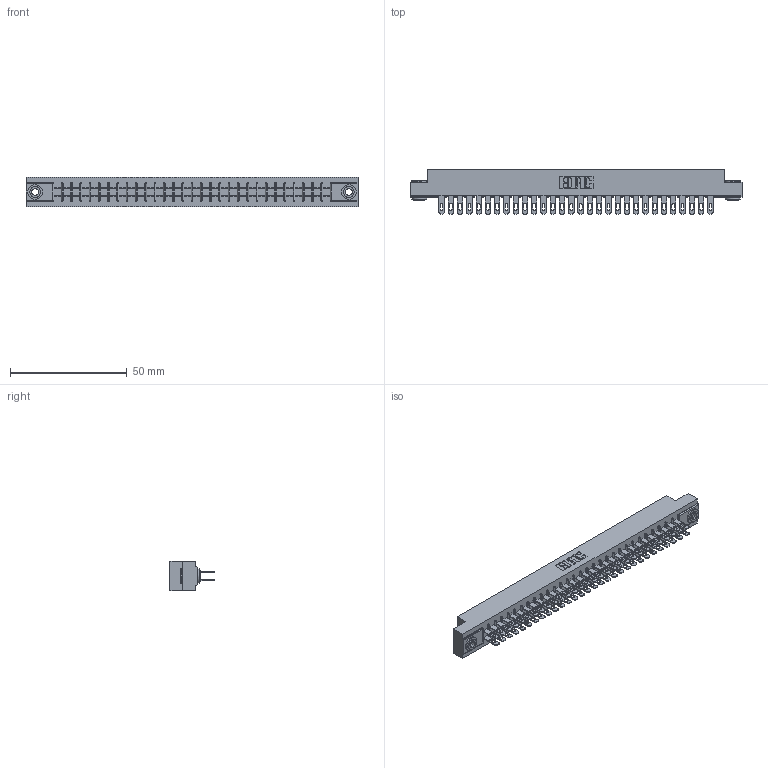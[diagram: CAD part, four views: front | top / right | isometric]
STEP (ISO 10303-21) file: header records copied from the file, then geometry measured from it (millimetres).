
FILE_DESCRIPTION (( 'STEP AP203' ), '1' );
FILE_NAME ('355-060-500-503.STEP', '2019-09-12T13:41:10', ( '' ), ( '' ), 'SwSTEP 2.0', 'SolidWorks 2016', '' );
FILE_SCHEMA (( 'CONFIG_CONTROL_DESIGN' ));
Length unit declared in the file: inch
Products named in the file (4): 345-250-002_345-250-002-102; 355-060-500-503; 305 Part_.156 Dia; 305-290-001_500
Assembly tree (63 placements, depth 2):
  355-060-500-503
    305 Part_.156 Dia
    305-290-001_500  x60
    345-250-002_345-250-002-102  x2
Bounding box: 141.88 x 18.85 x 12.7 mm (x, y, z)
Volume: 14500.7 mm3; surface area: 20265.6 mm2
Topology: 63 solids, 63 shells, 3168 faces, 9038 edges, 5860 vertices
Faces by surface type: plane 1772, cylinder 1268, sphere 120, cone 8
Entity records: 35030 total; most frequent: CARTESIAN_POINT 5777, ORIENTED_EDGE 5724, DIRECTION 5616, EDGE_CURVE 2862, LINE 2290, VECTOR 2290, VERTEX_POINT 1824, AXIS2_PLACEMENT_3D 1663
